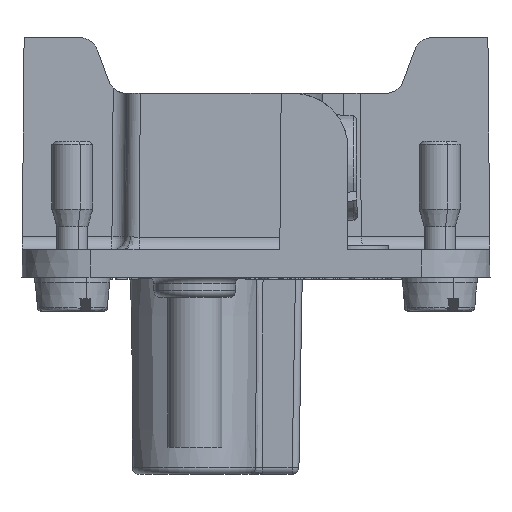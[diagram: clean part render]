
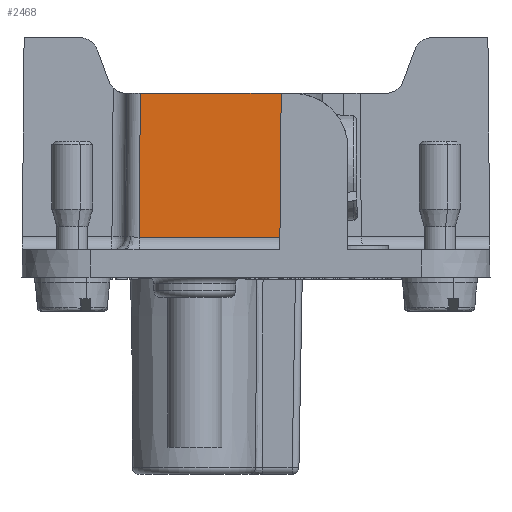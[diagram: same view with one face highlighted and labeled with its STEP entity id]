
A CAD part, left-side view. The second image highlights one B-rep face of the part: STEP entity #2468.
In plain terms, the highlighted planar face has unit normal (-1, 0, 0.009).
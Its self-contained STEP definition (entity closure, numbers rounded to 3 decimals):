
#971=FACE_OUTER_BOUND('',#5923,.T.);
#2468=ADVANCED_FACE('',(#971),#4029,.T.);
#4029=PLANE('',#28230);
#5923=EDGE_LOOP('',(#13669,#13670,#13671,#13672));
#8080=LINE('',#40476,#10512);
#8110=LINE('',#40551,#10542);
#8111=LINE('',#40554,#10543);
#8112=LINE('',#40555,#10544);
#10512=VECTOR('',#30948,1.);
#10542=VECTOR('',#31014,1.);
#10543=VECTOR('',#31015,1.);
#10544=VECTOR('',#31016,1.);
#13669=ORIENTED_EDGE('',*,*,#24046,.T.);
#13670=ORIENTED_EDGE('',*,*,#24047,.T.);
#13671=ORIENTED_EDGE('',*,*,#24005,.T.);
#13672=ORIENTED_EDGE('',*,*,#24048,.T.);
#21403=VERTEX_POINT('',#40475);
#21404=VERTEX_POINT('',#40477);
#21431=VERTEX_POINT('',#40552);
#21432=VERTEX_POINT('',#40553);
#24005=EDGE_CURVE('',#21404,#21403,#8080,.T.);
#24046=EDGE_CURVE('',#21431,#21432,#8110,.T.);
#24047=EDGE_CURVE('',#21432,#21404,#8111,.T.);
#24048=EDGE_CURVE('',#21403,#21431,#8112,.T.);
#28230=AXIS2_PLACEMENT_3D('',#40556,#31017,#31018);
#30948=DIRECTION('',(0.,1.,0.));
#31014=DIRECTION('',(0.,-1.,0.));
#31015=DIRECTION('',(0.009,-0.009,1.));
#31016=DIRECTION('',(-0.009,0.009,-1.));
#31017=DIRECTION('',(-1.,0.,0.009));
#31018=DIRECTION('',(0.009,0.,1.));
#40475=CARTESIAN_POINT('',(-41.7,8.5,13.5));
#40476=CARTESIAN_POINT('',(-41.7,7.1,13.5));
#40477=CARTESIAN_POINT('',(-41.7,-1.85,13.5));
#40551=CARTESIAN_POINT('',(-41.792,-9.966,2.879));
#40552=CARTESIAN_POINT('',(-41.792,8.592,2.879));
#40553=CARTESIAN_POINT('',(-41.792,-1.758,2.879));
#40554=CARTESIAN_POINT('',(-41.8,-1.75,2.044));
#40555=CARTESIAN_POINT('',(-41.799,8.599,2.162));
#40556=CARTESIAN_POINT('',(-41.8,-9.966,2.));
